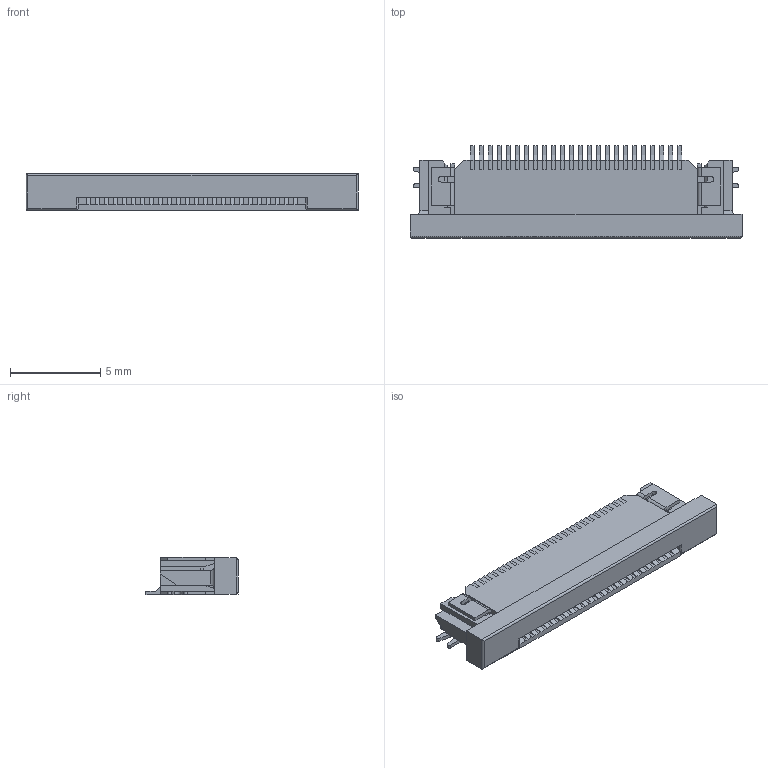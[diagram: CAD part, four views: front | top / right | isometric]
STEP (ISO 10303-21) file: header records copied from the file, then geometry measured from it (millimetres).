
FILE_DESCRIPTION(('FreeCAD Model'),'2;1');
FILE_NAME('Shape.step','2016-10-20T16:36:00', ('Author'),(''),'Open CASCADE STEP processor 6.8','FreeCAD','Unknown' );
FILE_SCHEMA(('AUTOMOTIVE_DESIGN_CC2 { 1 2 10303 214 -1 1 5 4 }'));
Length unit declared in the file: millimetre
Products named in the file (2): ASSEMBLY; Shape
Assembly tree (1 placements, depth 2):
  ASSEMBLY
    Shape
Bounding box: 18.4 x 5.1 x 2.1 mm (x, y, z)
Volume: 125.2 mm3; surface area: 460.9 mm2
Topology: 1 solids, 10 shells, 978 faces, 2573 edges, 1601 vertices
Faces by surface type: plane 937, cylinder 41
Entity records: 66207 total; most frequent: CARTESIAN_POINT 14716, DIRECTION 9351, LINE 7211, VECTOR 7211, ORIENTED_EDGE 5146, PCURVE 5146, DEFINITIONAL_REPRESENTATION 5146, EDGE_CURVE 2573
